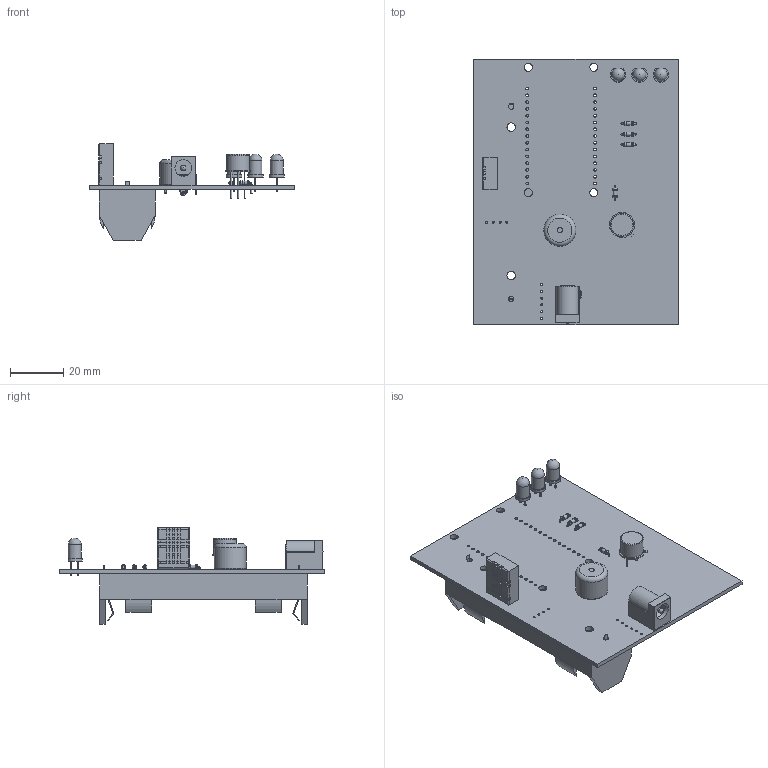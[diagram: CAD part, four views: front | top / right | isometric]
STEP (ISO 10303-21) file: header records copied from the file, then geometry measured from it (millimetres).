
FILE_DESCRIPTION(('KiCad electronic assembly'),'2;1');
FILE_NAME('AER.step','2023-11-14T07:42:57',('Pcbnew'),('Kicad'), 'Open CASCADE STEP processor 7.7','KiCad to STEP converter','Unknown' );
FILE_SCHEMA(('AUTOMOTIVE_DESIGN { 1 0 10303 214 1 1 1 1 }'));
Length unit declared in the file: millimetre
Products named in the file (16): AER 1; LED_D5.0mm; SOLID; Buzzer_12x9.5RM7.6; R_Axial_DIN0204_L3.6mm_D1.6mm_P5.08mm_Horizontal; TO-39-3; Aosong_DHT11_5.5x12.0_P2.54mm; BarrelJack_Horizontal; COMPOUND; BatteryHolder_MPD_BH-18650-PC2; AER PCB
Assembly tree (20 placements, depth 3):
  AER 1
    LED_D5.0mm  x3
      SOLID
    Buzzer_12x9.5RM7.6
      SOLID
    R_Axial_DIN0204_L3.6mm_D1.6mm_P5.08mm_Horizontal  x4
      SOLID
    TO-39-3
      SOLID
    Aosong_DHT11_5.5x12.0_P2.54mm
      SOLID
    BarrelJack_Horizontal
      COMPOUND
    BatteryHolder_MPD_BH-18650-PC2
      SOLID
    AER PCB
Bounding box: 76.52 x 99.31 x 36.18 mm (x, y, z)
Volume: 21951.2 mm3; surface area: 27299.7 mm2
Topology: 17 solids, 17 shells, 715 faces, 1782 edges, 1098 vertices
Faces by surface type: plane 532, cylinder 150, torus 20, sphere 8, revolution 2, extrusion 2, cone 1
Full cylindrical faces by diameter (mm): 0.48 x3, 0.5 x8, 0.7 x11, 0.762 x10, 0.8 x3, 0.9 x8, 1 x4, 1.02 x30, 1.44 x4, 1.5 x2, 1.6 x8, 2 x5, 3 x4, 3.2 x4, 4.9 x3, 6.3 x1, 8.5 x1, 12 x1
Entity records: 47055 total; most frequent: CARTESIAN_POINT 10183, DIRECTION 6142, VECTOR 4170, LINE 4168, ORIENTED_EDGE 3274, PCURVE 3274, DEFINITIONAL_REPRESENTATION 3274, EDGE_CURVE 1637
